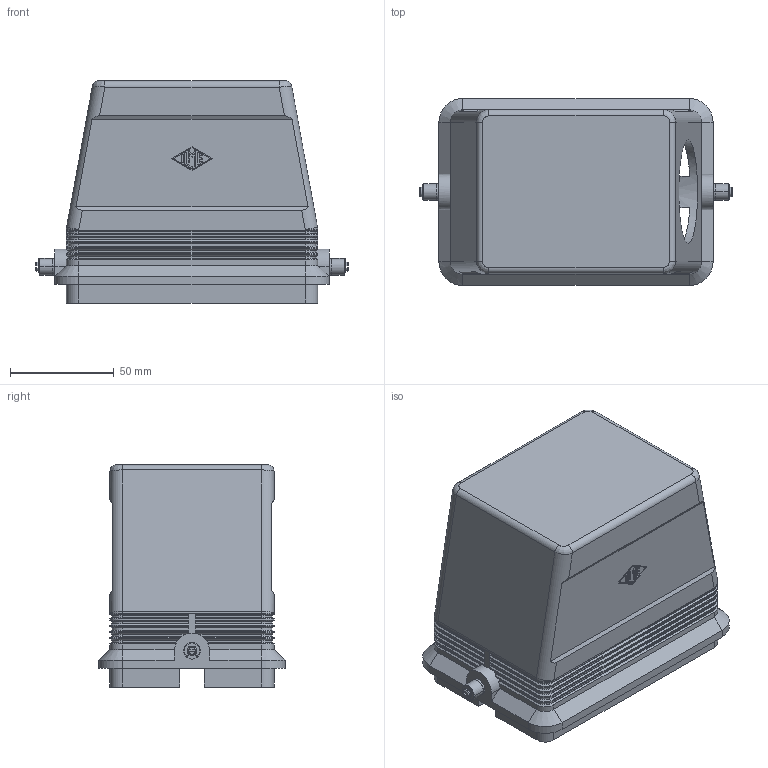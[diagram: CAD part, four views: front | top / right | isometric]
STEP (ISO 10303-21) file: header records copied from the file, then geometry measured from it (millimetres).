
FILE_DESCRIPTION(('Creo Elements/Direct Modeling STEP Export'),'2;1');
FILE_NAME('MFO 48 L50.stp','2014-09-18T11:39:26',(''),(''),'Creo Elements/Direct Modeling STEP processor for AP214 (Solid Model)','Creo Elements/Direct Modeling 18.0B 02-Dec-2011 (C) Parametric Technology GmbH','');
FILE_SCHEMA(('AUTOMOTIVE_DESIGN { 1 0 10303 214 1 1 1 1 }'));
Length unit declared in the file: millimetre
Products named in the file (1): MFO_48_L50
Bounding box: 150.5 x 90 x 107 mm (x, y, z)
Volume: 233586.6 mm3; surface area: 94704.7 mm2
Topology: 1 solids, 1 shells, 567 faces, 1496 edges, 941 vertices
Faces by surface type: plane 310, cylinder 181, cone 64, torus 4, sphere 4, bspline 4
Full cylindrical faces by diameter (mm): 3.5 x1
Entity records: 17538 total; most frequent: CARTESIAN_POINT 3481, ORIENTED_EDGE 2964, DIRECTION 2952, EDGE_CURVE 1482, AXIS2_PLACEMENT_3D 1002, VECTOR 948, LINE 948, VERTEX_POINT 941
